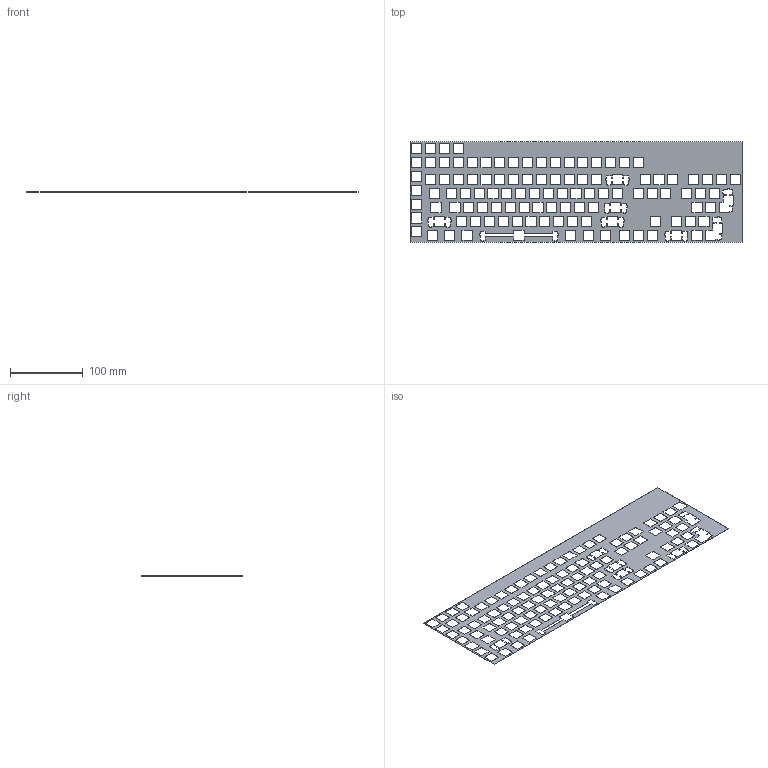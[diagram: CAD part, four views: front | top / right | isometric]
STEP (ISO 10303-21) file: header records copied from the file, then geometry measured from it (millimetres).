
FILE_DESCRIPTION(/* description */ (''),/* implementation_level */ '2;1');
FILE_NAME(/* name */ 'topkey.step',/* time_stamp */ '2025-07-17T21:41:48+02:00',/* author */ (''),/* organization */ (''),/* preprocessor_version */ 'ST-DEVELOPER v20.1',/* originating_system */ 'Autodesk Translation Framework v14.10.0.0',/* authorisation */ '');
FILE_SCHEMA (('AUTOMOTIVE_DESIGN { 1 0 10303 214 3 1 1 }'));
Length unit declared in the file: millimetre
Products named in the file (1): f97630a2094c01f0b01be9395de512cac0e4625c_switch
Bounding box: 457.2 x 138.11 x 0.2 mm (x, y, z)
Volume: 7815.8 mm3; surface area: 79798 mm2
Topology: 1 solids, 1 shells, 700 faces, 2094 edges, 1396 vertices
Faces by surface type: plane 700
Entity records: 23539 total; most frequent: CARTESIAN_POINT 4191, ORIENTED_EDGE 4188, DIRECTION 3496, LINE 2094, VECTOR 2094, EDGE_CURVE 2094, VERTEX_POINT 1396, EDGE_LOOP 924
